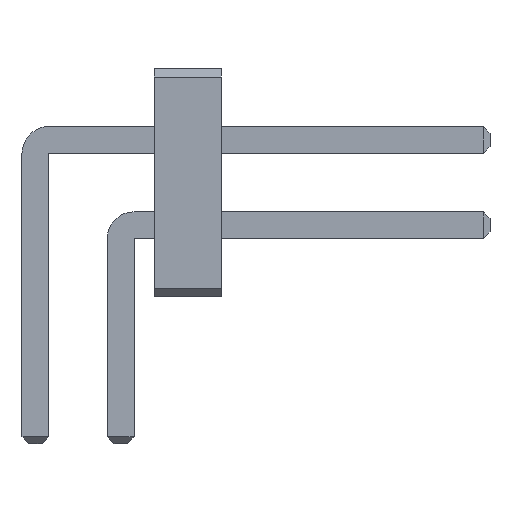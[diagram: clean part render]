
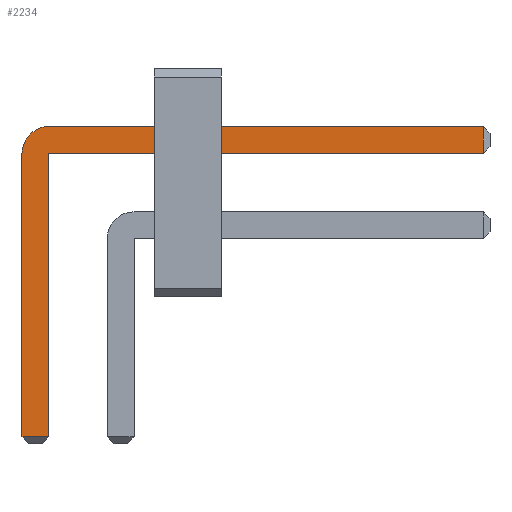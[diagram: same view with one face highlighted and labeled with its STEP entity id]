
A CAD part, front view. The second image highlights one B-rep face of the part: STEP entity #2234.
In plain terms, the highlighted planar face has unit normal (0, -1, 0).
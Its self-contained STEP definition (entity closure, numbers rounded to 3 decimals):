
#13=DIRECTION('',(0.,0.,1.));
#955=VECTOR('',#13,1.);
#2036=VECTOR('',#2037,1.);
#2037=DIRECTION('',(1.,0.,0.));
#2043=VECTOR('',#2044,1.);
#2044=DIRECTION('',(0.,0.,-1.));
#2051=VECTOR('',#2052,1.);
#2052=DIRECTION('',(-1.,0.,0.));
#2073=DIRECTION('',(-0.,1.,0.));
#2077=DIRECTION('',(0.,1.,0.));
#2078=DIRECTION('',(0.,0.,1.));
#2085=VERTEX_POINT('',#2086);
#2086=CARTESIAN_POINT('',(0.2,-19.25,2.535));
#2088=ORIENTED_EDGE('',*,*,#2089,.T.);
#2089=EDGE_CURVE('',#2085,#2090,#2092,.T.);
#2090=VERTEX_POINT('',#2091);
#2091=CARTESIAN_POINT('',(6.67,-19.25,2.535));
#2092=LINE('',#2093,#2036);
#2093=CARTESIAN_POINT('',(-0.2,-19.25,2.535));
#2130=EDGE_CURVE('',#2131,#2085,#2133,.T.);
#2131=VERTEX_POINT('',#2132);
#2132=CARTESIAN_POINT('',(-0.2,-19.25,2.135));
#2133=CIRCLE('',#2134,0.4);
#2134=AXIS2_PLACEMENT_3D('',#2135,#2073,#2044);
#2135=CARTESIAN_POINT('',(0.2,-19.25,2.135));
#2147=VERTEX_POINT('',#2148);
#2148=CARTESIAN_POINT('',(6.67,-19.25,2.135));
#2150=ORIENTED_EDGE('',*,*,#2151,.T.);
#2151=EDGE_CURVE('',#2147,#2152,#2153,.T.);
#2152=VERTEX_POINT('',#2135);
#2153=LINE('',#2154,#2051);
#2154=CARTESIAN_POINT('',(6.77,-19.25,2.135));
#2166=VERTEX_POINT('',#2167);
#2167=CARTESIAN_POINT('',(-0.2,-19.25,-2.085));
#2169=ORIENTED_EDGE('',*,*,#2170,.T.);
#2170=EDGE_CURVE('',#2166,#2131,#2171,.T.);
#2171=LINE('',#2172,#955);
#2172=CARTESIAN_POINT('',(-0.2,-19.25,-2.185));
#2180=ORIENTED_EDGE('',*,*,#2181,.T.);
#2181=EDGE_CURVE('',#2152,#2182,#2184,.T.);
#2182=VERTEX_POINT('',#2183);
#2183=CARTESIAN_POINT('',(0.2,-19.25,-2.085));
#2184=LINE('',#2135,#2043);
#2234=ADVANCED_FACE('',(#2235),#2244,.F.);
#2235=FACE_BOUND('',#2236,.F.);
#2236=EDGE_LOOP('',(#2088,#2237,#2150,#2180,#2240,#2169,#2243));
#2237=ORIENTED_EDGE('',*,*,#2238,.T.);
#2238=EDGE_CURVE('',#2090,#2147,#2239,.T.);
#2239=LINE('',#2091,#2043);
#2240=ORIENTED_EDGE('',*,*,#2241,.T.);
#2241=EDGE_CURVE('',#2182,#2166,#2242,.T.);
#2242=LINE('',#2183,#2051);
#2243=ORIENTED_EDGE('',*,*,#2130,.T.);
#2244=PLANE('',#2245);
#2245=AXIS2_PLACEMENT_3D('',#2246,#2077,#2078);
#2246=CARTESIAN_POINT('',(2.071,-19.25,1.389));
